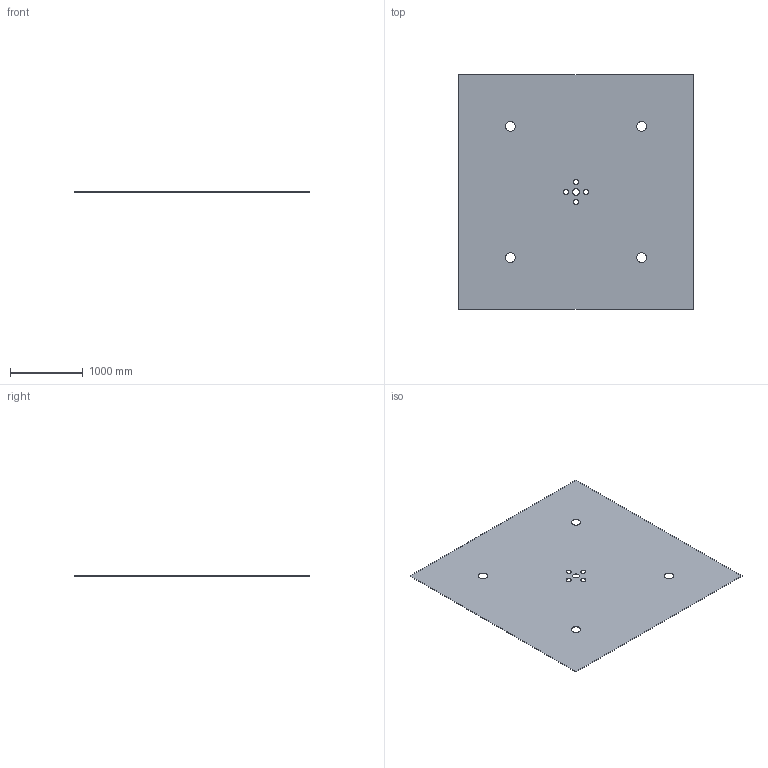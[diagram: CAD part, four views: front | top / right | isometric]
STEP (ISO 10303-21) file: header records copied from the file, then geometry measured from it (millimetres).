
FILE_DESCRIPTION (( 'STEP AP214' ), '1' );
FILE_NAME ('layer1_door.STEP', '2024-06-11T21:55:01', ( '' ), ( '' ), 'SwSTEP 2.0', 'SolidWorks 2023', '' );
FILE_SCHEMA (( 'AUTOMOTIVE_DESIGN' ));
Length unit declared in the file: metre
Products named in the file (3): MSR_door; layer1_door
Assembly tree (2 placements, depth 3):
  layer1_door
    MSR_door
      layer1_door
Bounding box: 3220 x 3220 x 4 mm (x, y, z)
Volume: 41164665.2 mm3; surface area: 20645225.2 mm2
Topology: 1 solids, 1 shells, 24 faces, 66 edges, 44 vertices
Faces by surface type: cylinder 18, plane 6
Entity records: 903 total; most frequent: DIRECTION 162, CARTESIAN_POINT 140, ORIENTED_EDGE 132, AXIS2_PLACEMENT_3D 66, EDGE_CURVE 66, VERTEX_POINT 44, EDGE_LOOP 42, CIRCLE 36
